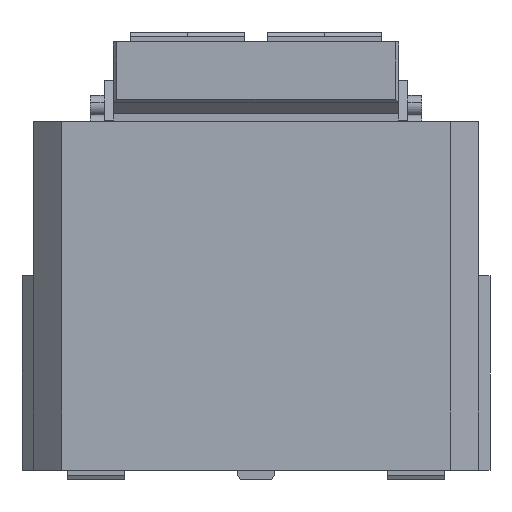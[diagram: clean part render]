
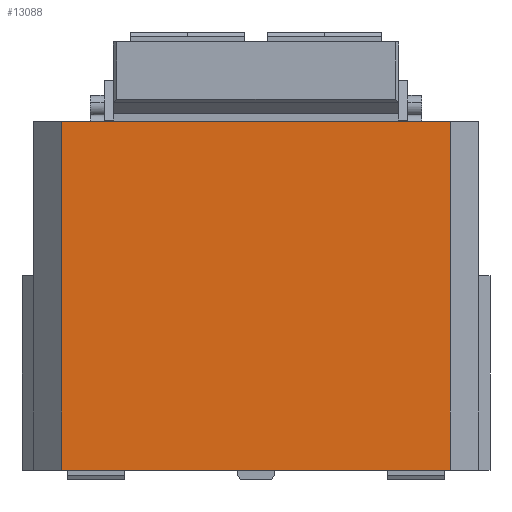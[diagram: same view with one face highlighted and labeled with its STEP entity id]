
A CAD part, left-side view. The second image highlights one B-rep face of the part: STEP entity #13088.
In plain terms, the highlighted planar face has unit normal (-1, 0, 0).
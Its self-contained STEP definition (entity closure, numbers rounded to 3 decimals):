
#11666=CARTESIAN_POINT('Vertex',(0.,-170.,0.)) ;
#11669=CARTESIAN_POINT('Line Origine',(0.,0.,0.)) ;
#11673=CARTESIAN_POINT('Vertex',(0.,170.,0.)) ;
#13050=CARTESIAN_POINT('Vertex',(0.,-170.,305.)) ;
#13053=CARTESIAN_POINT('Line Origine',(0.,-170.,152.5)) ;
#13065=CARTESIAN_POINT('Axis2P3D Location',(0.,0.,235.)) ;
#13070=CARTESIAN_POINT('Line Origine',(0.,0.,305.)) ;
#13074=CARTESIAN_POINT('Vertex',(0.,170.,305.)) ;
#13077=CARTESIAN_POINT('Line Origine',(0.,170.,152.5)) ;
#11670=DIRECTION('Vector Direction',(0.,-1.,0.)) ;
#13054=DIRECTION('Vector Direction',(0.,0.,1.)) ;
#13066=DIRECTION('Axis2P3D Direction',(-1.,0.,0.)) ;
#13067=DIRECTION('Axis2P3D XDirection',(0.,-1.,0.)) ;
#13071=DIRECTION('Vector Direction',(0.,1.,0.)) ;
#13078=DIRECTION('Vector Direction',(0.,0.,-1.)) ;
#13068=AXIS2_PLACEMENT_3D('Plane Axis2P3D',#13065,#13066,#13067) ;
#13083=ORIENTED_EDGE('',*,*,#13057,.T.) ;
#13084=ORIENTED_EDGE('',*,*,#13076,.T.) ;
#13085=ORIENTED_EDGE('',*,*,#13081,.T.) ;
#13086=ORIENTED_EDGE('',*,*,#11675,.T.) ;
#11671=VECTOR('Line Direction',#11670,1.) ;
#13055=VECTOR('Line Direction',#13054,1.) ;
#13072=VECTOR('Line Direction',#13071,1.) ;
#13079=VECTOR('Line Direction',#13078,1.) ;
#13088=ADVANCED_FACE('CAM HOLDER',(#13087),#13069,.T.) ;
#11675=EDGE_CURVE('',#11674,#11667,#11672,.T.) ;
#13057=EDGE_CURVE('',#11667,#13051,#13056,.T.) ;
#13076=EDGE_CURVE('',#13051,#13075,#13073,.T.) ;
#13081=EDGE_CURVE('',#13075,#11674,#13080,.T.) ;
#13082=EDGE_LOOP('',(#13083,#13084,#13085,#13086)) ;
#13087=FACE_OUTER_BOUND('',#13082,.T.) ;
#11672=LINE('Line',#11669,#11671) ;
#13056=LINE('Line',#13053,#13055) ;
#13073=LINE('Line',#13070,#13072) ;
#13080=LINE('Line',#13077,#13079) ;
#13069=PLANE('Plane',#13068) ;
#11667=VERTEX_POINT('',#11666) ;
#11674=VERTEX_POINT('',#11673) ;
#13051=VERTEX_POINT('',#13050) ;
#13075=VERTEX_POINT('',#13074) ;
